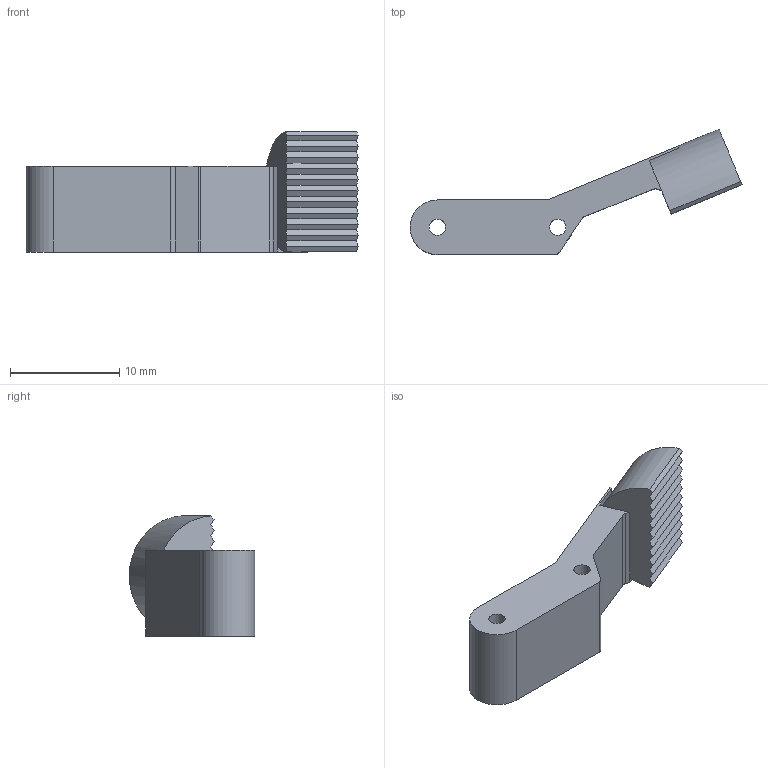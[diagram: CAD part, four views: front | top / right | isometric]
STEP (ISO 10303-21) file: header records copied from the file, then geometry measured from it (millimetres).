
FILE_DESCRIPTION(/* description */ (''),/* implementation_level */ '2;1');
FILE_NAME(/* name */ 'Arm_grip_finger_left.step',/* time_stamp */ '2023-03-16T19:59:05+01:00',/* author */ (''),/* organization */ (''),/* preprocessor_version */ 'ST-DEVELOPER v19.2',/* originating_system */ 'Autodesk Translation Framework v11.17.0.187',/* authorisation */ '');
FILE_SCHEMA (('AUTOMOTIVE_DESIGN { 1 0 10303 214 3 1 1 }'));
Length unit declared in the file: millimetre
Products named in the file (1): Arm_grip_finger_left
Bounding box: 30.34 x 11.46 x 10.99 mm (x, y, z)
Volume: 1049.5 mm3; surface area: 954.2 mm2
Topology: 1 solids, 1 shells, 47 faces, 131 edges, 86 vertices
Faces by surface type: plane 39, cylinder 8
Full cylindrical faces by diameter (mm): 1.5 x2
Entity records: 1535 total; most frequent: CARTESIAN_POINT 265, ORIENTED_EDGE 262, DIRECTION 248, EDGE_CURVE 131, LINE 110, VECTOR 110, VERTEX_POINT 86, AXIS2_PLACEMENT_3D 69
